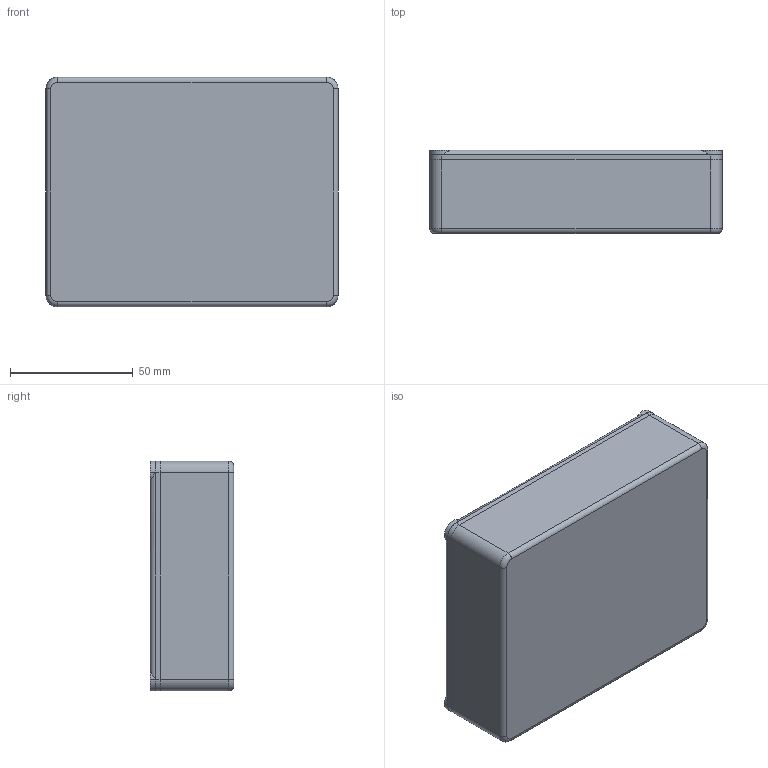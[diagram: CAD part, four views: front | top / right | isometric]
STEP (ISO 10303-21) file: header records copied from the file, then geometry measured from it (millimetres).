
FILE_DESCRIPTION(('STEP AP203'),'1');
FILE_NAME('enclosure_rnd_455-00856.stp','2022-07-17T15:04:30',('TraceParts'),('TraceParts S.A.'),'Spatial InterOp 3D',' ',' ');
FILE_SCHEMA(('CONFIG_CONTROL_DESIGN'));
Length unit declared in the file: millimetre
Products named in the file (1): 1
Bounding box: 119 x 34 x 93.69 mm (x, y, z)
Volume: 95066 mm3; surface area: 69659.9 mm2
Topology: 2 solids, 2 shells, 101 faces, 272 edges, 168 vertices
Faces by surface type: cylinder 44, plane 33, cone 16, torus 8
Entity records: 3656 total; most frequent: CARTESIAN_POINT 1065, DIRECTION 550, ORIENTED_EDGE 528, EDGE_CURVE 264, AXIS2_PLACEMENT_3D 207, VERTEX_POINT 168, LINE 136, VECTOR 136
